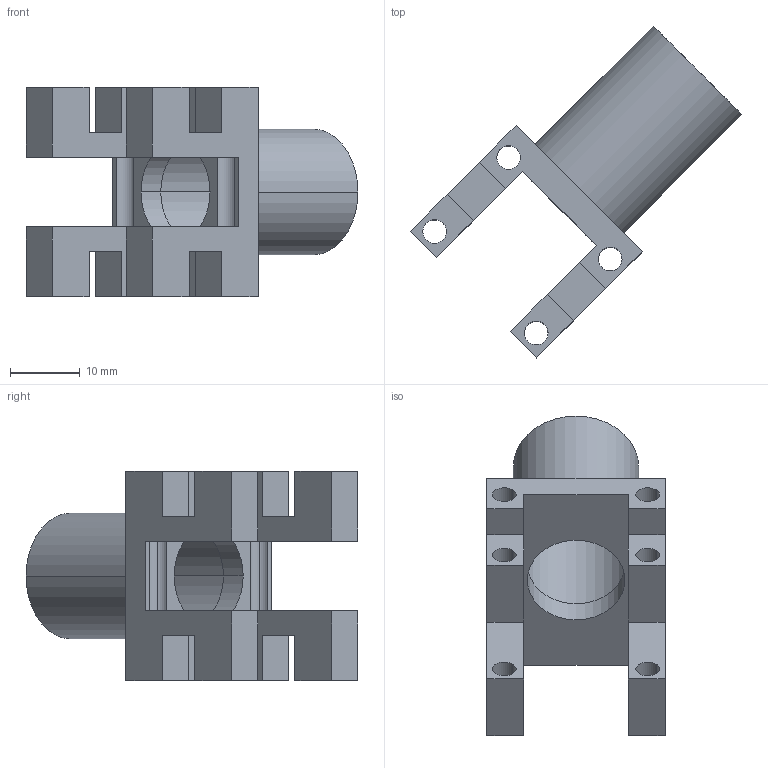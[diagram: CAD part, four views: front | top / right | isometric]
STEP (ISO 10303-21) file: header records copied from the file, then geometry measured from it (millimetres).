
FILE_DESCRIPTION (( 'STEP AP214' ), '1' );
FILE_NAME ('儂旋蟀諉.STEP', '2024-04-29T06:08:35', ( '' ), ( '' ), 'SwSTEP 2.0', 'SolidWorks 2022', '' );
FILE_SCHEMA (( 'AUTOMOTIVE_DESIGN' ));
Length unit declared in the file: millimetre
Products named in the file (1): 机臂连接
Bounding box: 47.58 x 47.58 x 30 mm (x, y, z)
Volume: 5726.2 mm3; surface area: 7254.4 mm2
Topology: 1 solids, 1 shells, 56 faces, 168 edges, 112 vertices
Faces by surface type: plane 38, cylinder 18
Entity records: 1966 total; most frequent: CARTESIAN_POINT 337, ORIENTED_EDGE 336, DIRECTION 326, EDGE_CURVE 168, LINE 124, VECTOR 124, VERTEX_POINT 112, AXIS2_PLACEMENT_3D 101
